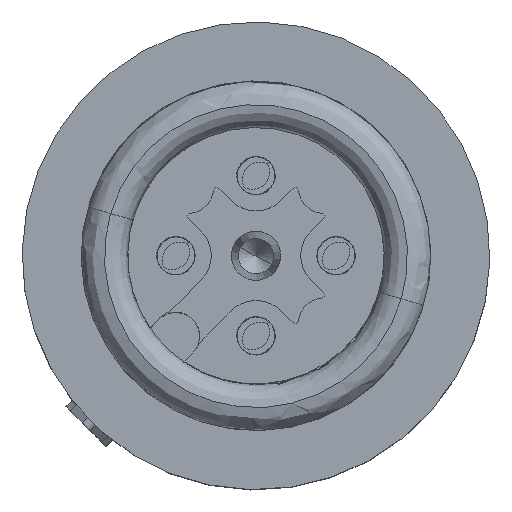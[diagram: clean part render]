
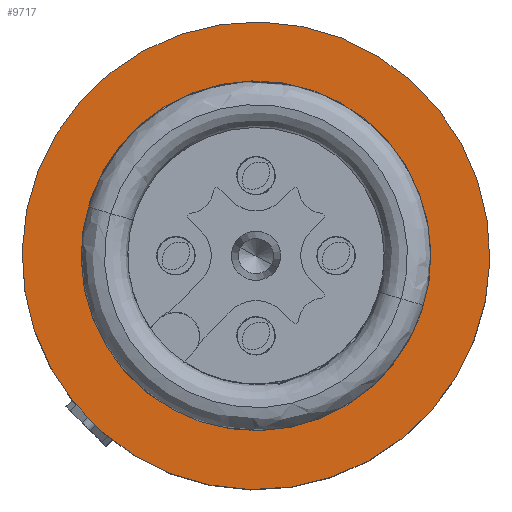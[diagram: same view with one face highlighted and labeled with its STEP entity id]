
A CAD part, top view. The second image highlights one B-rep face of the part: STEP entity #9717.
In plain terms, the highlighted planar face has unit normal (0, 0, 1).
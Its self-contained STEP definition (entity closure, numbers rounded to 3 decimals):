
#9679=AXIS2_PLACEMENT_3D('Plane Axis2P3D',#9676,#9677,#9678) ;
#9683=AXIS2_PLACEMENT_3D('Circle Axis2P3D',#9681,#9682,$) ;
#9692=AXIS2_PLACEMENT_3D('Circle Axis2P3D',#9690,#9691,$) ;
#9701=AXIS2_PLACEMENT_3D('Circle Axis2P3D',#9699,#9700,$) ;
#9710=AXIS2_PLACEMENT_3D('Circle Axis2P3D',#9708,#9709,$) ;
#9676=CARTESIAN_POINT('Axis2P3D Location',(7.3,14.6,179.8)) ;
#9681=CARTESIAN_POINT('Axis2P3D Location',(7.3,7.3,179.8)) ;
#9685=CARTESIAN_POINT('Vertex',(3.8,13.706,179.8)) ;
#9687=CARTESIAN_POINT('Vertex',(10.8,0.894,179.8)) ;
#9690=CARTESIAN_POINT('Axis2P3D Location',(7.3,7.3,179.8)) ;
#9699=CARTESIAN_POINT('Axis2P3D Location',(7.3,7.3,179.8)) ;
#9703=CARTESIAN_POINT('Vertex',(9.918,12.092,179.8)) ;
#9705=CARTESIAN_POINT('Vertex',(4.682,2.508,179.8)) ;
#9708=CARTESIAN_POINT('Axis2P3D Location',(7.3,7.3,179.8)) ;
#9677=DIRECTION('Axis2P3D Direction',(0.,0.,1.)) ;
#9678=DIRECTION('Axis2P3D XDirection',(0.,-1.,0.)) ;
#9682=DIRECTION('Axis2P3D Direction',(0.,0.,1.)) ;
#9691=DIRECTION('Axis2P3D Direction',(0.,0.,1.)) ;
#9700=DIRECTION('Axis2P3D Direction',(0.,0.,1.)) ;
#9709=DIRECTION('Axis2P3D Direction',(0.,0.,1.)) ;
#9696=ORIENTED_EDGE('',*,*,#9689,.T.) ;
#9697=ORIENTED_EDGE('',*,*,#9694,.T.) ;
#9714=ORIENTED_EDGE('',*,*,#9707,.F.) ;
#9715=ORIENTED_EDGE('',*,*,#9712,.F.) ;
#9716=FACE_BOUND('',#9713,.T.) ;
#9717=ADVANCED_FACE('Hauptk\X2\00F6\X0\rper',(#9698,#9716),#9680,.T.) ;
#9684=CIRCLE('generated circle',#9683,7.3) ;
#9693=CIRCLE('generated circle',#9692,7.3) ;
#9702=CIRCLE('generated circle',#9701,5.46) ;
#9711=CIRCLE('generated circle',#9710,5.46) ;
#9689=EDGE_CURVE('',#9686,#9688,#9684,.T.) ;
#9694=EDGE_CURVE('',#9688,#9686,#9693,.T.) ;
#9707=EDGE_CURVE('',#9704,#9706,#9702,.T.) ;
#9712=EDGE_CURVE('',#9706,#9704,#9711,.T.) ;
#9695=EDGE_LOOP('',(#9696,#9697)) ;
#9713=EDGE_LOOP('',(#9714,#9715)) ;
#9698=FACE_OUTER_BOUND('',#9695,.T.) ;
#9680=PLANE('',#9679) ;
#9686=VERTEX_POINT('',#9685) ;
#9688=VERTEX_POINT('',#9687) ;
#9704=VERTEX_POINT('',#9703) ;
#9706=VERTEX_POINT('',#9705) ;
